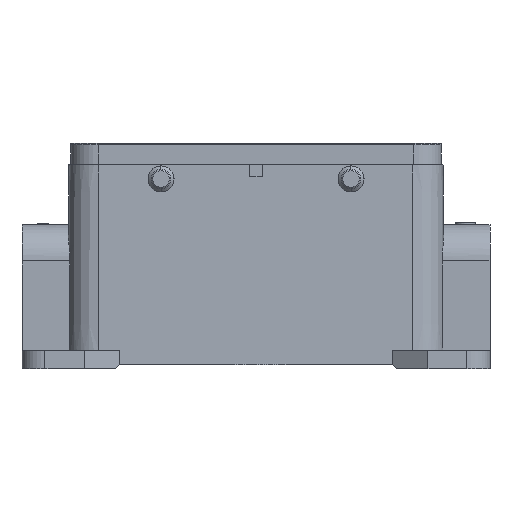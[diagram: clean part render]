
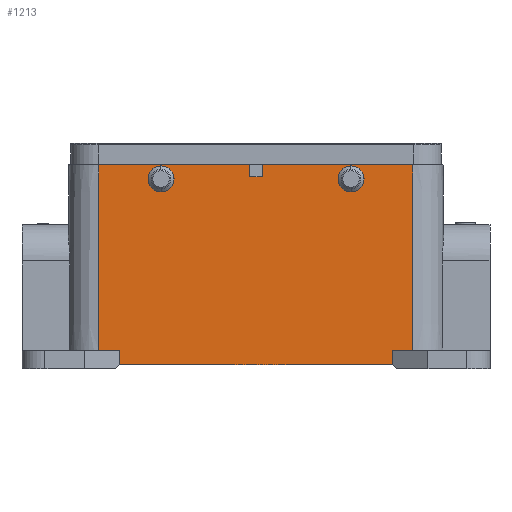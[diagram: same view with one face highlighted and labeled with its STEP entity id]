
A CAD part, front view. The second image highlights one B-rep face of the part: STEP entity #1213.
In plain terms, the highlighted planar face has unit normal (0, -1, 0.009).
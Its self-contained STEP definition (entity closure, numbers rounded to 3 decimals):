
#193=ELLIPSE('',#8189,1.5,1.5);
#194=ELLIPSE('',#8190,1.5,1.5);
#491=FACE_BOUND('',#2280,.T.);
#492=FACE_BOUND('',#2281,.T.);
#493=FACE_BOUND('',#2282,.T.);
#1213=ADVANCED_FACE('',(#491,#492,#493),#1504,.T.);
#1504=PLANE('',#8191);
#2280=EDGE_LOOP('',(#4128));
#2281=EDGE_LOOP('',(#4129));
#2282=EDGE_LOOP('',(#4130,#4131,#4132,#4133,#4134,#4135,#4136,#4137,#4138,
#4139,#4140,#4141));
#4128=ORIENTED_EDGE('',*,*,#6174,.T.);
#4129=ORIENTED_EDGE('',*,*,#6175,.T.);
#4130=ORIENTED_EDGE('',*,*,#6171,.T.);
#4131=ORIENTED_EDGE('',*,*,#6154,.T.);
#4132=ORIENTED_EDGE('',*,*,#5972,.F.);
#4133=ORIENTED_EDGE('',*,*,#5964,.T.);
#4134=ORIENTED_EDGE('',*,*,#5957,.F.);
#4135=ORIENTED_EDGE('',*,*,#6176,.T.);
#4136=ORIENTED_EDGE('',*,*,#5919,.F.);
#4137=ORIENTED_EDGE('',*,*,#5907,.T.);
#4138=ORIENTED_EDGE('',*,*,#5899,.T.);
#4139=ORIENTED_EDGE('',*,*,#5883,.T.);
#4140=ORIENTED_EDGE('',*,*,#5882,.F.);
#4141=ORIENTED_EDGE('',*,*,#6173,.F.);
#4963=VERTEX_POINT('',#12229);
#4964=VERTEX_POINT('',#12231);
#4965=VERTEX_POINT('',#12235);
#4978=VERTEX_POINT('',#12278);
#4983=VERTEX_POINT('',#12299);
#4993=VERTEX_POINT('',#12334);
#5014=VERTEX_POINT('',#12403);
#5016=VERTEX_POINT('',#12407);
#5021=VERTEX_POINT('',#12423);
#5028=VERTEX_POINT('',#12439);
#5148=VERTEX_POINT('',#12936);
#5158=VERTEX_POINT('',#12970);
#5159=VERTEX_POINT('',#12976);
#5160=VERTEX_POINT('',#12978);
#5882=EDGE_CURVE('',#4964,#4963,#6721,.T.);
#5883=EDGE_CURVE('',#4965,#4963,#6722,.T.);
#5899=EDGE_CURVE('',#4978,#4965,#6734,.T.);
#5907=EDGE_CURVE('',#4983,#4978,#6739,.T.);
#5919=EDGE_CURVE('',#4983,#4993,#6746,.T.);
#5957=EDGE_CURVE('',#5016,#5014,#6775,.T.);
#5964=EDGE_CURVE('',#5021,#5014,#6778,.T.);
#5972=EDGE_CURVE('',#5021,#5028,#6785,.T.);
#6154=EDGE_CURVE('',#5148,#5028,#6919,.T.);
#6171=EDGE_CURVE('',#5158,#5148,#6932,.T.);
#6173=EDGE_CURVE('',#5158,#4964,#6934,.T.);
#6174=EDGE_CURVE('',#5159,#5159,#193,.T.);
#6175=EDGE_CURVE('',#5160,#5160,#194,.T.);
#6176=EDGE_CURVE('',#5016,#4993,#6935,.T.);
#6721=LINE('',#12232,#7354);
#6722=LINE('',#12234,#7355);
#6734=LINE('',#12277,#7367);
#6739=LINE('',#12298,#7372);
#6746=LINE('',#12333,#7379);
#6775=LINE('',#12408,#7408);
#6778=LINE('',#12422,#7411);
#6785=LINE('',#12438,#7418);
#6919=LINE('',#12935,#7552);
#6932=LINE('',#12969,#7565);
#6934=LINE('',#12973,#7567);
#6935=LINE('',#12979,#7568);
#7354=VECTOR('',#9623,1.);
#7355=VECTOR('',#9626,1.);
#7367=VECTOR('',#9650,1.);
#7372=VECTOR('',#9661,1.);
#7379=VECTOR('',#9680,1.);
#7408=VECTOR('',#9753,1.);
#7411=VECTOR('',#9770,1.);
#7418=VECTOR('',#9781,1.);
#7552=VECTOR('',#10065,1.);
#7565=VECTOR('',#10100,1.);
#7567=VECTOR('',#10104,1.);
#7568=VECTOR('',#10111,1.);
#8189=AXIS2_PLACEMENT_3D('',#12975,#10107,#10108);
#8190=AXIS2_PLACEMENT_3D('',#12977,#10109,#10110);
#8191=AXIS2_PLACEMENT_3D('',#12980,#10112,#10113);
#9623=DIRECTION('',(1.,0.,0.));
#9626=DIRECTION('',(0.,-0.009,-1.));
#9650=DIRECTION('',(-1.,0.,0.));
#9661=DIRECTION('',(0.,0.009,1.));
#9680=DIRECTION('',(-1.,0.,0.));
#9753=DIRECTION('',(-1.,0.,0.));
#9770=DIRECTION('',(0.,-0.009,-1.));
#9781=DIRECTION('',(-1.,0.,0.));
#10065=DIRECTION('',(0.,-0.009,-1.));
#10100=DIRECTION('',(-1.,0.,0.));
#10104=DIRECTION('',(0.,-0.009,-1.));
#10107=DIRECTION('',(0.,1.,-0.009));
#10108=DIRECTION('',(0.,0.009,1.));
#10109=DIRECTION('',(0.,1.,-0.009));
#10110=DIRECTION('',(0.,0.009,1.));
#10111=DIRECTION('',(0.,0.009,1.));
#10112=DIRECTION('',(0.,-1.,0.009));
#10113=DIRECTION('',(-1.,0.,0.));
#12229=CARTESIAN_POINT('',(1.6,-21.526,21.5));
#12231=CARTESIAN_POINT('',(-1.6,-21.526,21.5));
#12232=CARTESIAN_POINT('',(-1.6,-21.526,21.5));
#12234=CARTESIAN_POINT('',(1.6,-21.5,24.5));
#12235=CARTESIAN_POINT('',(1.6,-21.5,24.5));
#12277=CARTESIAN_POINT('',(39.25,-21.5,24.5));
#12278=CARTESIAN_POINT('',(39.25,-21.5,24.5));
#12298=CARTESIAN_POINT('',(39.25,-21.906,-22.));
#12299=CARTESIAN_POINT('',(39.25,-21.906,-22.));
#12333=CARTESIAN_POINT('',(39.25,-21.906,-22.));
#12334=CARTESIAN_POINT('',(34.,-21.906,-22.));
#12403=CARTESIAN_POINT('',(-34.,-21.936,-25.5));
#12407=CARTESIAN_POINT('',(34.,-21.936,-25.5));
#12408=CARTESIAN_POINT('',(34.,-21.936,-25.5));
#12422=CARTESIAN_POINT('',(-34.,-21.906,-22.));
#12423=CARTESIAN_POINT('',(-34.,-21.906,-22.));
#12438=CARTESIAN_POINT('',(-34.,-21.906,-22.));
#12439=CARTESIAN_POINT('',(-39.25,-21.906,-22.));
#12935=CARTESIAN_POINT('',(-39.25,-21.5,24.5));
#12936=CARTESIAN_POINT('',(-39.25,-21.5,24.5));
#12969=CARTESIAN_POINT('',(-1.6,-21.5,24.5));
#12970=CARTESIAN_POINT('',(-1.6,-21.5,24.5));
#12973=CARTESIAN_POINT('',(-1.6,-21.5,24.5));
#12975=CARTESIAN_POINT('',(23.75,-21.531,21.));
#12976=CARTESIAN_POINT('',(23.75,-21.517,22.5));
#12977=CARTESIAN_POINT('',(-23.75,-21.531,21.));
#12978=CARTESIAN_POINT('',(-23.75,-21.517,22.5));
#12979=CARTESIAN_POINT('',(34.,-21.936,-25.5));
#12980=CARTESIAN_POINT('',(-41.628,-21.5,24.5));
